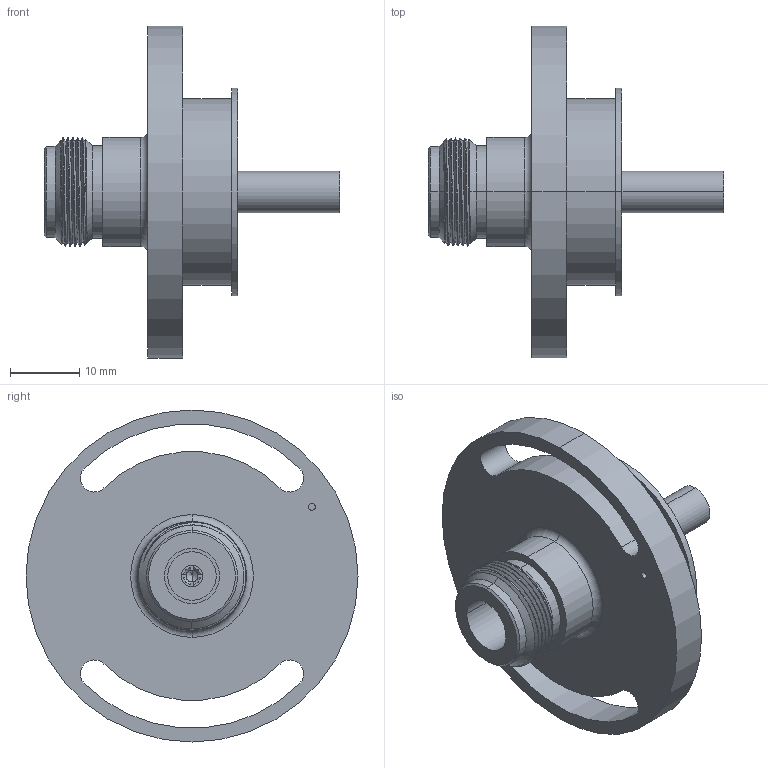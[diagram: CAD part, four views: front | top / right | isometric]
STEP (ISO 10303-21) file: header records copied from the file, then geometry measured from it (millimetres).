
FILE_DESCRIPTION((''),'2;1');
FILE_NAME('PRT0001','2021-08-14T',('Administrator'),(''),'PRO/ENGINEER BY PARAMETRIC TECHNOLOGY CORPORATION, 2012090','PRO/ENGINEER BY PARAMETRIC TECHNOLOGY CORPORATION, 2012090','');
FILE_SCHEMA(('CONFIG_CONTROL_DESIGN'));
Length unit declared in the file: millimetre
Products named in the file (1): PRT0001
Bounding box: 42.7 x 48 x 48 mm (x, y, z)
Volume: 14776.7 mm3; surface area: 7319.7 mm2
Topology: 1 solids, 1 shells, 90 faces, 238 edges, 159 vertices
Faces by surface type: cylinder 44, plane 28, cone 12, bspline 4, torus 2
Entity records: 4131 total; most frequent: CARTESIAN_POINT 1837, DIRECTION 475, ORIENTED_EDGE 472, EDGE_CURVE 236, AXIS2_PLACEMENT_3D 195, VERTEX_POINT 159, CIRCLE 109, EDGE_LOOP 105
